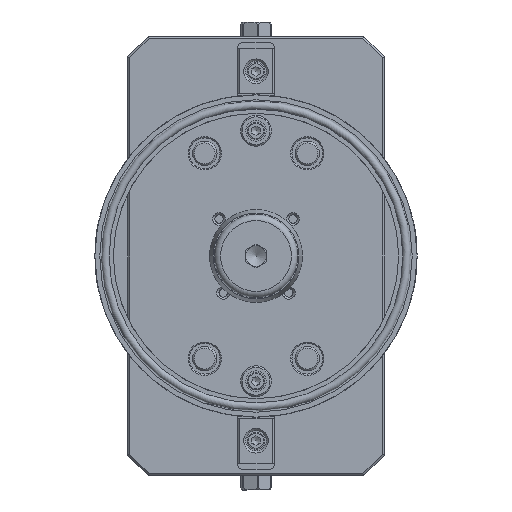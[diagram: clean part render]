
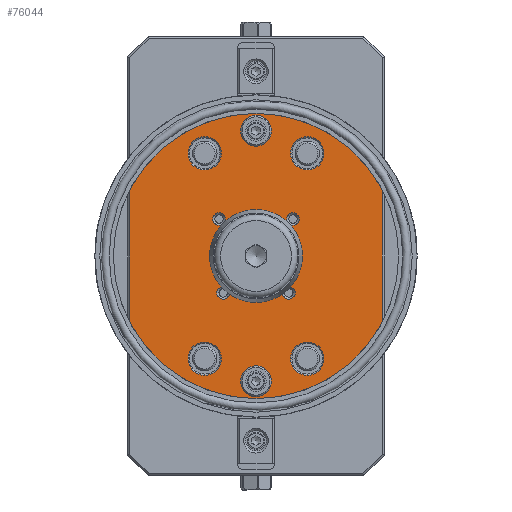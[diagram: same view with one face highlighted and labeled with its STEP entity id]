
A CAD part, front view. The second image highlights one B-rep face of the part: STEP entity #76044.
In plain terms, the highlighted planar face has unit normal (0, -1, 0).
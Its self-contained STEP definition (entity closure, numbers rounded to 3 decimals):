
#3775=FACE_BOUND('',#11264,.T.);
#3776=FACE_BOUND('',#11265,.T.);
#3777=FACE_BOUND('',#11266,.T.);
#3778=FACE_BOUND('',#11267,.T.);
#3779=FACE_BOUND('',#11268,.T.);
#3780=FACE_BOUND('',#11269,.T.);
#3781=FACE_BOUND('',#11270,.T.);
#3782=FACE_BOUND('',#11271,.T.);
#3783=FACE_BOUND('',#11272,.T.);
#3784=FACE_BOUND('',#11273,.T.);
#3785=FACE_BOUND('',#11274,.T.);
#4135=PLANE('',#80279);
#7132=FACE_OUTER_BOUND('',#11263,.T.);
#11263=EDGE_LOOP('',(#49434,#49435,#49436,#49437));
#11264=EDGE_LOOP('',(#49438));
#11265=EDGE_LOOP('',(#49439));
#11266=EDGE_LOOP('',(#49440));
#11267=EDGE_LOOP('',(#49441));
#11268=EDGE_LOOP('',(#49442));
#11269=EDGE_LOOP('',(#49443));
#11270=EDGE_LOOP('',(#49444));
#11271=EDGE_LOOP('',(#49445));
#11272=EDGE_LOOP('',(#49446));
#11273=EDGE_LOOP('',(#49447));
#11274=EDGE_LOOP('',(#49448));
#15751=LINE('',#103592,#22635);
#15752=LINE('',#103595,#22636);
#22635=VECTOR('',#85777,10.);
#22636=VECTOR('',#85780,10.);
#29525=CIRCLE('',#80277,8.1);
#29527=CIRCLE('',#80280,69.5);
#29528=CIRCLE('',#80281,69.5);
#29529=CIRCLE('',#80282,8.1);
#29530=CIRCLE('',#80283,8.1);
#29531=CIRCLE('',#80284,3.067);
#29532=CIRCLE('',#80285,3.067);
#29533=CIRCLE('',#80286,13.5);
#29534=CIRCLE('',#80287,7.5);
#29535=CIRCLE('',#80288,7.5);
#29536=CIRCLE('',#80289,3.067);
#29537=CIRCLE('',#80290,3.067);
#29538=CIRCLE('',#80291,8.1);
#30954=VERTEX_POINT('',#103583);
#30955=VERTEX_POINT('',#103588);
#30956=VERTEX_POINT('',#103589);
#30957=VERTEX_POINT('',#103591);
#30958=VERTEX_POINT('',#103593);
#30959=VERTEX_POINT('',#103596);
#30960=VERTEX_POINT('',#103598);
#30961=VERTEX_POINT('',#103600);
#30962=VERTEX_POINT('',#103602);
#30963=VERTEX_POINT('',#103604);
#30964=VERTEX_POINT('',#103606);
#30965=VERTEX_POINT('',#103608);
#30966=VERTEX_POINT('',#103610);
#30967=VERTEX_POINT('',#103612);
#30968=VERTEX_POINT('',#103614);
#38304=EDGE_CURVE('',#30954,#30954,#29525,.T.);
#38306=EDGE_CURVE('',#30955,#30956,#29527,.T.);
#38307=EDGE_CURVE('',#30957,#30956,#15751,.T.);
#38308=EDGE_CURVE('',#30957,#30958,#29528,.T.);
#38309=EDGE_CURVE('',#30955,#30958,#15752,.T.);
#38310=EDGE_CURVE('',#30959,#30959,#29529,.T.);
#38311=EDGE_CURVE('',#30960,#30960,#29530,.T.);
#38312=EDGE_CURVE('',#30961,#30961,#29531,.T.);
#38313=EDGE_CURVE('',#30962,#30962,#29532,.T.);
#38314=EDGE_CURVE('',#30963,#30963,#29533,.T.);
#38315=EDGE_CURVE('',#30964,#30964,#29534,.T.);
#38316=EDGE_CURVE('',#30965,#30965,#29535,.T.);
#38317=EDGE_CURVE('',#30966,#30966,#29536,.T.);
#38318=EDGE_CURVE('',#30967,#30967,#29537,.T.);
#38319=EDGE_CURVE('',#30968,#30968,#29538,.T.);
#49434=ORIENTED_EDGE('',*,*,#38306,.T.);
#49435=ORIENTED_EDGE('',*,*,#38307,.F.);
#49436=ORIENTED_EDGE('',*,*,#38308,.T.);
#49437=ORIENTED_EDGE('',*,*,#38309,.F.);
#49438=ORIENTED_EDGE('',*,*,#38310,.F.);
#49439=ORIENTED_EDGE('',*,*,#38311,.F.);
#49440=ORIENTED_EDGE('',*,*,#38312,.F.);
#49441=ORIENTED_EDGE('',*,*,#38313,.F.);
#49442=ORIENTED_EDGE('',*,*,#38314,.F.);
#49443=ORIENTED_EDGE('',*,*,#38315,.T.);
#49444=ORIENTED_EDGE('',*,*,#38316,.T.);
#49445=ORIENTED_EDGE('',*,*,#38317,.F.);
#49446=ORIENTED_EDGE('',*,*,#38318,.F.);
#49447=ORIENTED_EDGE('',*,*,#38319,.F.);
#49448=ORIENTED_EDGE('',*,*,#38304,.F.);
#76044=ADVANCED_FACE('',(#7132,#3775,#3776,#3777,#3778,#3779,#3780,#3781,
#3782,#3783,#3784,#3785),#4135,.T.);
#80277=AXIS2_PLACEMENT_3D('',#103585,#85769,#85770);
#80279=AXIS2_PLACEMENT_3D('',#103587,#85773,#85774);
#80280=AXIS2_PLACEMENT_3D('',#103590,#85775,#85776);
#80281=AXIS2_PLACEMENT_3D('',#103594,#85778,#85779);
#80282=AXIS2_PLACEMENT_3D('',#103597,#85781,#85782);
#80283=AXIS2_PLACEMENT_3D('',#103599,#85783,#85784);
#80284=AXIS2_PLACEMENT_3D('',#103601,#85785,#85786);
#80285=AXIS2_PLACEMENT_3D('',#103603,#85787,#85788);
#80286=AXIS2_PLACEMENT_3D('',#103605,#85789,#85790);
#80287=AXIS2_PLACEMENT_3D('',#103607,#85791,#85792);
#80288=AXIS2_PLACEMENT_3D('',#103609,#85793,#85794);
#80289=AXIS2_PLACEMENT_3D('',#103611,#85795,#85796);
#80290=AXIS2_PLACEMENT_3D('',#103613,#85797,#85798);
#80291=AXIS2_PLACEMENT_3D('',#103615,#85799,#85800);
#85769=DIRECTION('center_axis',(0.,-1.,0.));
#85770=DIRECTION('ref_axis',(-1.,0.,0.));
#85773=DIRECTION('center_axis',(0.,-1.,0.));
#85774=DIRECTION('ref_axis',(1.,0.,0.));
#85775=DIRECTION('center_axis',(0.,-1.,0.));
#85776=DIRECTION('ref_axis',(0.904,0.,0.428));
#85777=DIRECTION('',(0.,0.,-1.));
#85778=DIRECTION('center_axis',(0.,-1.,0.));
#85779=DIRECTION('ref_axis',(-0.904,0.,-0.428));
#85780=DIRECTION('',(0.,0.,1.));
#85781=DIRECTION('center_axis',(0.,-1.,0.));
#85782=DIRECTION('ref_axis',(-1.,0.,0.));
#85783=DIRECTION('center_axis',(0.,-1.,0.));
#85784=DIRECTION('ref_axis',(-1.,0.,0.));
#85785=DIRECTION('center_axis',(0.,-1.,0.));
#85786=DIRECTION('ref_axis',(1.,0.,0.));
#85787=DIRECTION('center_axis',(0.,-1.,0.));
#85788=DIRECTION('ref_axis',(1.,0.,0.));
#85789=DIRECTION('center_axis',(0.,-1.,0.));
#85790=DIRECTION('ref_axis',(-1.,0.,0.));
#85791=DIRECTION('center_axis',(0.,1.,0.));
#85792=DIRECTION('ref_axis',(1.,0.,0.));
#85793=DIRECTION('center_axis',(0.,1.,0.));
#85794=DIRECTION('ref_axis',(1.,0.,0.));
#85795=DIRECTION('center_axis',(0.,-1.,0.));
#85796=DIRECTION('ref_axis',(1.,0.,0.));
#85797=DIRECTION('center_axis',(0.,-1.,0.));
#85798=DIRECTION('ref_axis',(1.,0.,0.));
#85799=DIRECTION('center_axis',(0.,-1.,0.));
#85800=DIRECTION('ref_axis',(-1.,0.,0.));
#103583=CARTESIAN_POINT('',(33.1,0.,-50.));
#103585=CARTESIAN_POINT('Origin',(25.,0.,-50.));
#103587=CARTESIAN_POINT('Origin',(-62.5,0.,0.));
#103588=CARTESIAN_POINT('',(-61.5,0.,-32.373));
#103589=CARTESIAN_POINT('',(61.5,0.,-32.373));
#103590=CARTESIAN_POINT('Origin',(0.,0.,
0.));
#103591=CARTESIAN_POINT('',(61.5,0.,32.373));
#103592=CARTESIAN_POINT('',(61.5,0.,0.));
#103593=CARTESIAN_POINT('',(-61.5,0.,32.373));
#103594=CARTESIAN_POINT('Origin',(0.,0.,
0.));
#103595=CARTESIAN_POINT('',(-61.5,0.,0.));
#103596=CARTESIAN_POINT('',(-16.9,0.,-50.));
#103597=CARTESIAN_POINT('Origin',(-25.,0.,-50.));
#103598=CARTESIAN_POINT('',(33.1,0.,50.));
#103599=CARTESIAN_POINT('Origin',(25.,0.,50.));
#103600=CARTESIAN_POINT('',(12.933,0.,-18.));
#103601=CARTESIAN_POINT('Origin',(16.,0.,-18.));
#103602=CARTESIAN_POINT('',(-21.067,0.,18.));
#103603=CARTESIAN_POINT('Origin',(-18.,0.,18.));
#103604=CARTESIAN_POINT('',(13.5,0.,0.));
#103605=CARTESIAN_POINT('Origin',(0.,0.,
0.));
#103606=CARTESIAN_POINT('',(-7.5,0.,61.));
#103607=CARTESIAN_POINT('Origin',(0.,0.,
61.));
#103608=CARTESIAN_POINT('',(-7.5,0.,-61.));
#103609=CARTESIAN_POINT('Origin',(0.,0.,
-61.));
#103610=CARTESIAN_POINT('',(14.933,0.,18.));
#103611=CARTESIAN_POINT('Origin',(18.,0.,18.));
#103612=CARTESIAN_POINT('',(-19.067,0.,-18.));
#103613=CARTESIAN_POINT('Origin',(-16.,0.,-18.));
#103614=CARTESIAN_POINT('',(-16.9,0.,50.));
#103615=CARTESIAN_POINT('Origin',(-25.,0.,50.));
